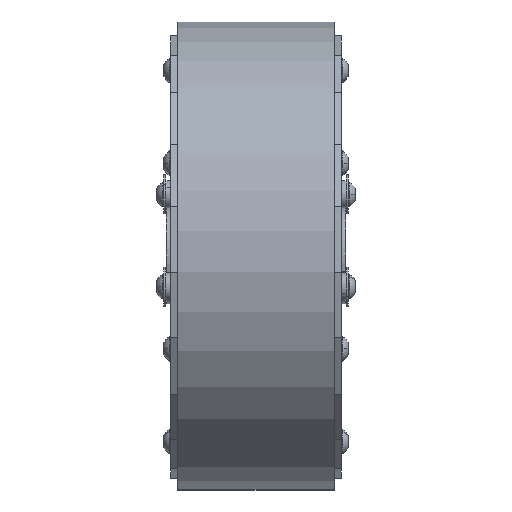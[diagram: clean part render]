
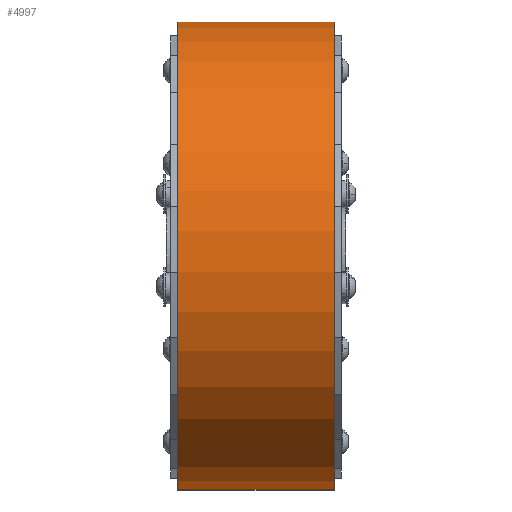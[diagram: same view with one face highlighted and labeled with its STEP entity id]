
A CAD part, left-side view. The second image highlights one B-rep face of the part: STEP entity #4997.
In plain terms, the highlighted cylindrical face has radius 76.2 mm (diameter 152.4 mm), a partial arc.
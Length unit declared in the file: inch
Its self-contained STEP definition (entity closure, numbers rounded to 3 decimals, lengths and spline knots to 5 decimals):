
#210 = DIRECTION ( 'NONE',  ( 0., -1., 0. ) ) ;
#211 = VECTOR ( 'NONE', #210, 39.37008 ) ;
#212 = CARTESIAN_POINT ( 'NONE',  ( 0., 1., -3. ) ) ;
#213 = LINE ( 'NONE', #212, #211 ) ;
#426 = DIRECTION ( 'NONE',  ( 0., 0., -1. ) ) ;
#427 = DIRECTION ( 'NONE',  ( 0., -1., 0. ) ) ;
#428 = CARTESIAN_POINT ( 'NONE',  ( 0., 1., 0. ) ) ;
#429 = AXIS2_PLACEMENT_3D ( 'NONE', #428, #427, #426 ) ;
#430 = CYLINDRICAL_SURFACE ( 'NONE', #429, 3. ) ;
#432 = FACE_OUTER_BOUND ( 'NONE', #4998, .T. ) ;
#452 = CARTESIAN_POINT ( 'NONE',  ( 0., 1., -3. ) ) ;
#455 = DIRECTION ( 'NONE',  ( 0., -1., 0. ) ) ;
#456 = VECTOR ( 'NONE', #455, 39.37008 ) ;
#457 = CARTESIAN_POINT ( 'NONE',  ( 0., 1., 3. ) ) ;
#458 = LINE ( 'NONE', #457, #456 ) ;
#515 = CARTESIAN_POINT ( 'NONE',  ( 0., -1., 0. ) ) ;
#516 = CARTESIAN_POINT ( 'NONE',  ( 0., -1., 3. ) ) ;
#621 = DIRECTION ( 'NONE',  ( 0., 0., 1. ) ) ;
#622 = DIRECTION ( 'NONE',  ( 0., 1., 0. ) ) ;
#623 = AXIS2_PLACEMENT_3D ( 'NONE', #515, #622, #621 ) ;
#624 = CIRCLE ( 'NONE', #623, 3. ) ;
#636 = CARTESIAN_POINT ( 'NONE',  ( 0., 1., 3. ) ) ;
#677 = DIRECTION ( 'NONE',  ( 0., 0., 1. ) ) ;
#678 = DIRECTION ( 'NONE',  ( 0., 1., 0. ) ) ;
#679 = AXIS2_PLACEMENT_3D ( 'NONE', #744, #678, #677 ) ;
#680 = CIRCLE ( 'NONE', #679, 3. ) ;
#744 = CARTESIAN_POINT ( 'NONE',  ( 0., 1., 0. ) ) ;
#4730 = VERTEX_POINT ( 'NONE', #12763 ) ;
#4997 = ADVANCED_FACE ( 'NONE', ( #432 ), #430, .T. ) ;
#4998 = EDGE_LOOP ( 'NONE', ( #5035, #5036, #5216, #5101 ) ) ;
#5035 = ORIENTED_EDGE ( 'NONE', *, *, #5133, .F. ) ;
#5036 = ORIENTED_EDGE ( 'NONE', *, *, #5182, .F. ) ;
#5046 = EDGE_CURVE ( 'NONE', #5134, #4730, #213, .T. ) ;
#5101 = ORIENTED_EDGE ( 'NONE', *, *, #5130, .T. ) ;
#5128 = VERTEX_POINT ( 'NONE', #516 ) ;
#5130 = EDGE_CURVE ( 'NONE', #4730, #5128, #624, .T. ) ;
#5133 = EDGE_CURVE ( 'NONE', #5138, #5128, #458, .T. ) ;
#5134 = VERTEX_POINT ( 'NONE', #452 ) ;
#5138 = VERTEX_POINT ( 'NONE', #636 ) ;
#5182 = EDGE_CURVE ( 'NONE', #5134, #5138, #680, .T. ) ;
#5216 = ORIENTED_EDGE ( 'NONE', *, *, #5046, .T. ) ;
#12763 = CARTESIAN_POINT ( 'NONE',  ( 0., -1., -3. ) ) ;
